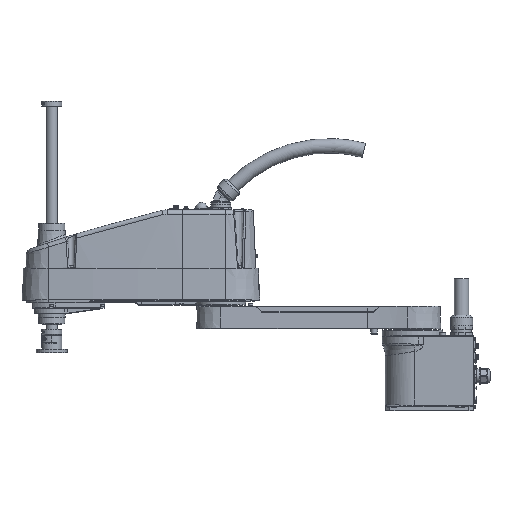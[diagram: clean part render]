
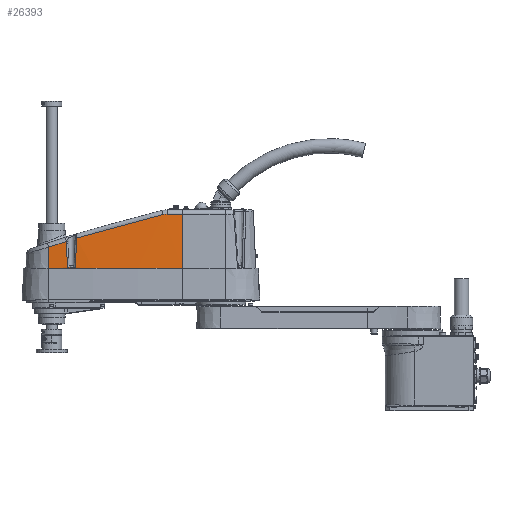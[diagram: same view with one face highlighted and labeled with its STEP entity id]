
A CAD part, top view. The second image highlights one B-rep face of the part: STEP entity #26393.
In plain terms, the highlighted conical face has half-angle 2.5 degrees and reference radius 2539.47 mm.
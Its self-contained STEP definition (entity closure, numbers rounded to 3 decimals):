
#579 = EDGE_CURVE ( 'NONE', #29052, #10585, #59675, .T. ) ;
#804 = CARTESIAN_POINT ( 'NONE',  ( -381.712, 72.3, 57.051 ) ) ;
#1132 = VERTEX_POINT ( 'NONE', #1894 ) ;
#1324 = DIRECTION ( 'NONE',  ( 0., -0.999, 0.044 ) ) ;
#1430 = VECTOR ( 'NONE', #1324, 1000. ) ;
#1894 = CARTESIAN_POINT ( 'NONE',  ( -381.471, 119.463, 55.006 ) ) ;
#2439 = EDGE_CURVE ( 'NONE', #32434, #39139, #38592, .T. ) ;
#2533 = ORIENTED_EDGE ( 'NONE', *, *, #11966, .T. ) ;
#3930 = DIRECTION ( 'NONE',  ( 0., 0., 1. ) ) ;
#4309 = VERTEX_POINT ( 'NONE', #804 ) ;
#5299 = CARTESIAN_POINT ( 'NONE',  ( -342.788, 132.043, 58.704 ) ) ;
#5358 = AXIS2_PLACEMENT_3D ( 'NONE', #8001, #63154, #37945 ) ;
#5761 = CARTESIAN_POINT ( 'NONE',  ( -320.139, 125.397, 61.207 ) ) ;
#7005 = B_SPLINE_CURVE_WITH_KNOTS ( 'NONE', 3,
 ( #7492, #48521, #22922, #52895, #16541, #53223, #11544, #32063, #42140, #11216 ),
 .UNSPECIFIED., .F., .F.,
 ( 4, 3, 3, 4 ),
 ( 0., 0.006, 0.03, 0.052 ),
 .UNSPECIFIED. ) ;
#7133 = EDGE_CURVE ( 'NONE', #10585, #39139, #41139, .T. ) ;
#7286 = ORIENTED_EDGE ( 'NONE', *, *, #19989, .T. ) ;
#7492 = CARTESIAN_POINT ( 'NONE',  ( -339.798, 75., 61.511 ) ) ;
#8001 = CARTESIAN_POINT ( 'NONE',  ( -85., 72.3, -2465.029 ) ) ;
#8742 = CARTESIAN_POINT ( 'NONE',  ( -319.406, 139.368, 60.662 ) ) ;
#10585 = VERTEX_POINT ( 'NONE', #8742 ) ;
#10728 = AXIS2_PLACEMENT_3D ( 'NONE', #50219, #28689, #60636 ) ;
#11216 = CARTESIAN_POINT ( 'NONE',  ( -342.495, 126.402, 58.982 ) ) ;
#11370 = CARTESIAN_POINT ( 'NONE',  ( -342.495, 126.402, 58.982 ) ) ;
#11544 = CARTESIAN_POINT ( 'NONE',  ( -341.368, 104.923, 60.039 ) ) ;
#11704 = CARTESIAN_POINT ( 'NONE',  ( -342.788, 132.043, 58.704 ) ) ;
#11966 = EDGE_CURVE ( 'NONE', #33050, #1132, #32611, .T. ) ;
#12844 = VERTEX_POINT ( 'NONE', #27124 ) ;
#13125 = CARTESIAN_POINT ( 'NONE',  ( -128.605, 191.489, 68.865 ) ) ;
#14039 = CARTESIAN_POINT ( 'NONE',  ( -342.788, 132.043, 58.704 ) ) ;
#14460 = ORIENTED_EDGE ( 'NONE', *, *, #2439, .F. ) ;
#14934 = CARTESIAN_POINT ( 'NONE',  ( -85., 72.3, 74.444 ) ) ;
#15633 = CARTESIAN_POINT ( 'NONE',  ( -85., 192.586, 69.193 ) ) ;
#15670 = DIRECTION ( 'NONE',  ( 0., 0., -1. ) ) ;
#15795 = B_SPLINE_CURVE_WITH_KNOTS ( 'NONE', 3,
 ( #11370, #42300, #46995, #11704 ),
 .UNSPECIFIED., .F., .F.,
 ( 4, 4 ),
 ( 0., 0.006 ),
 .UNSPECIFIED. ) ;
#16479 = CARTESIAN_POINT ( 'NONE',  ( -319.511, 137.372, 60.74 ) ) ;
#16541 = CARTESIAN_POINT ( 'NONE',  ( -340.531, 88.964, 60.824 ) ) ;
#16890 = EDGE_CURVE ( 'NONE', #61551, #26946, #21120, .T. ) ;
#16995 = CARTESIAN_POINT ( 'NONE',  ( -322.783, 75., 63.169 ) ) ;
#17067 = CARTESIAN_POINT ( 'NONE',  ( -85., 72.3, 74.444 ) ) ;
#17209 = DIRECTION ( 'NONE',  ( -0.005, -0.999, 0.043 ) ) ;
#17793 = CARTESIAN_POINT ( 'NONE',  ( -192.871, 176.183, 68.428 ) ) ;
#18682 = DIRECTION ( 'NONE',  ( 0., 1., 0. ) ) ;
#19644 = EDGE_CURVE ( 'NONE', #12844, #33050, #15795, .T. ) ;
#19989 = EDGE_CURVE ( 'NONE', #32434, #12844, #7005, .T. ) ;
#20586 = ORIENTED_EDGE ( 'NONE', *, *, #16890, .F. ) ;
#21120 = LINE ( 'NONE', #17067, #1430 ) ;
#21190 = CARTESIAN_POINT ( 'NONE',  ( -322.181, 86.477, 62.722 ) ) ;
#21603 = LINE ( 'NONE', #33056, #24037 ) ;
#22699 = CARTESIAN_POINT ( 'NONE',  ( -122.421, 192.586, 68.918 ) ) ;
#22922 = CARTESIAN_POINT ( 'NONE',  ( -340.007, 78.99, 61.315 ) ) ;
#23347 = CARTESIAN_POINT ( 'NONE',  ( -128.605, 191.489, 68.865 ) ) ;
#23678 = CARTESIAN_POINT ( 'NONE',  ( -125.534, 192.221, 68.886 ) ) ;
#24037 = VECTOR ( 'NONE', #17209, 1000. ) ;
#24087 = CARTESIAN_POINT ( 'NONE',  ( -355.719, 127.934, 57.564 ) ) ;
#26393 = ADVANCED_FACE ( 'NONE', ( #28182 ), #37572, .T. ) ;
#26580 = CARTESIAN_POINT ( 'NONE',  ( -320.558, 117.415, 61.518 ) ) ;
#26705 = ORIENTED_EDGE ( 'NONE', *, *, #579, .T. ) ;
#26946 = VERTEX_POINT ( 'NONE', #14934 ) ;
#27124 = CARTESIAN_POINT ( 'NONE',  ( -342.495, 126.402, 58.982 ) ) ;
#27595 = CARTESIAN_POINT ( 'NONE',  ( -256.468, 158.804, 65.651 ) ) ;
#28182 = FACE_OUTER_BOUND ( 'NONE', #40908, .T. ) ;
#28689 = DIRECTION ( 'NONE',  ( 0., 1., 0. ) ) ;
#29052 = VERTEX_POINT ( 'NONE', #50638 ) ;
#32063 = CARTESIAN_POINT ( 'NONE',  ( -341.744, 112.083, 59.687 ) ) ;
#32434 = VERTEX_POINT ( 'NONE', #41406 ) ;
#32611 = B_SPLINE_CURVE_WITH_KNOTS ( 'NONE', 3,
 ( #14039, #24087, #59111, #63814 ),
 .UNSPECIFIED., .F., .F.,
 ( 4, 4 ),
 ( 0.003, 0.044 ),
 .UNSPECIFIED. ) ;
#33050 = VERTEX_POINT ( 'NONE', #5299 ) ;
#33056 = CARTESIAN_POINT ( 'NONE',  ( -381.712, 72.3, 57.051 ) ) ;
#33151 = CARTESIAN_POINT ( 'NONE',  ( -119.265, 192.586, 68.961 ) ) ;
#33868 = CARTESIAN_POINT ( 'NONE',  ( -85., 72.3, -2465.029 ) ) ;
#33997 = CIRCLE ( 'NONE', #57616, 2534.222 ) ;
#35521 = AXIS2_PLACEMENT_3D ( 'NONE', #33868, #18682, #3930 ) ;
#37572 = CONICAL_SURFACE ( 'NONE', #5358, 2539.474, 0.044 ) ;
#37945 = DIRECTION ( 'NONE',  ( 0., 0., 1. ) ) ;
#38026 = ORIENTED_EDGE ( 'NONE', *, *, #42198, .T. ) ;
#38592 = CIRCLE ( 'NONE', #10728, 2539.356 ) ;
#39139 = VERTEX_POINT ( 'NONE', #16995 ) ;
#39189 = EDGE_CURVE ( 'NONE', #61551, #65513, #33997, .T. ) ;
#39537 = ORIENTED_EDGE ( 'NONE', *, *, #64885, .T. ) ;
#40624 = ORIENTED_EDGE ( 'NONE', *, *, #51258, .T. ) ;
#40908 = EDGE_LOOP ( 'NONE', ( #26705, #46067, #14460, #7286, #53356, #2533, #40624, #39537, #20586, #48825, #38026 ) ) ;
#41139 = B_SPLINE_CURVE_WITH_KNOTS ( 'NONE', 3,
 ( #62585, #16479, #62251, #51828, #5761, #26580, #57548, #61919, #21190, #57220 ),
 .UNSPECIFIED., .F., .F.,
 ( 4, 3, 3, 4 ),
 ( 0., 0.006, 0.03, 0.065 ),
 .UNSPECIFIED. ) ;
#41406 = CARTESIAN_POINT ( 'NONE',  ( -339.798, 75., 61.511 ) ) ;
#41591 = DIRECTION ( 'NONE',  ( 0., -1., 0. ) ) ;
#42140 = CARTESIAN_POINT ( 'NONE',  ( -342.12, 119.243, 59.334 ) ) ;
#42198 = EDGE_CURVE ( 'NONE', #65513, #29052, #54279, .T. ) ;
#42300 = CARTESIAN_POINT ( 'NONE',  ( -342.594, 128.283, 58.889 ) ) ;
#46067 = ORIENTED_EDGE ( 'NONE', *, *, #7133, .T. ) ;
#46995 = CARTESIAN_POINT ( 'NONE',  ( -342.692, 130.163, 58.797 ) ) ;
#48521 = CARTESIAN_POINT ( 'NONE',  ( -339.903, 76.995, 61.413 ) ) ;
#48825 = ORIENTED_EDGE ( 'NONE', *, *, #39189, .T. ) ;
#49457 = CARTESIAN_POINT ( 'NONE',  ( -319.406, 139.368, 60.662 ) ) ;
#50219 = CARTESIAN_POINT ( 'NONE',  ( -85., 75., -2465.029 ) ) ;
#50638 = CARTESIAN_POINT ( 'NONE',  ( -128.605, 191.489, 68.865 ) ) ;
#51258 = EDGE_CURVE ( 'NONE', #1132, #4309, #21603, .T. ) ;
#51828 = CARTESIAN_POINT ( 'NONE',  ( -319.72, 133.38, 60.895 ) ) ;
#52895 = CARTESIAN_POINT ( 'NONE',  ( -340.112, 80.985, 61.217 ) ) ;
#53223 = CARTESIAN_POINT ( 'NONE',  ( -340.949, 96.943, 60.432 ) ) ;
#53356 = ORIENTED_EDGE ( 'NONE', *, *, #19644, .T. ) ;
#54279 = B_SPLINE_CURVE_WITH_KNOTS ( 'NONE', 3,
 ( #33151, #22699, #23678, #23347 ),
 .UNSPECIFIED., .F., .F.,
 ( 4, 4 ),
 ( 0., 0.009 ),
 .UNSPECIFIED. ) ;
#57220 = CARTESIAN_POINT ( 'NONE',  ( -322.783, 75., 63.169 ) ) ;
#57548 = CARTESIAN_POINT ( 'NONE',  ( -320.977, 109.432, 61.829 ) ) ;
#57616 = AXIS2_PLACEMENT_3D ( 'NONE', #63095, #41591, #15670 ) ;
#58273 = CARTESIAN_POINT ( 'NONE',  ( -119.265, 192.586, 68.961 ) ) ;
#59111 = CARTESIAN_POINT ( 'NONE',  ( -368.613, 123.741, 56.331 ) ) ;
#59675 = B_SPLINE_CURVE_WITH_KNOTS ( 'NONE', 3,
 ( #13125, #17793, #27595, #49457 ),
 .UNSPECIFIED., .F., .F.,
 ( 4, 4 ),
 ( 0., 0.198 ),
 .UNSPECIFIED. ) ;
#60636 = DIRECTION ( 'NONE',  ( 0., 0., 1. ) ) ;
#61551 = VERTEX_POINT ( 'NONE', #15633 ) ;
#61919 = CARTESIAN_POINT ( 'NONE',  ( -321.579, 97.954, 62.276 ) ) ;
#62251 = CARTESIAN_POINT ( 'NONE',  ( -319.616, 135.376, 60.818 ) ) ;
#62585 = CARTESIAN_POINT ( 'NONE',  ( -319.406, 139.368, 60.662 ) ) ;
#63095 = CARTESIAN_POINT ( 'NONE',  ( -85., 192.586, -2465.029 ) ) ;
#63154 = DIRECTION ( 'NONE',  ( 0., -1., 0. ) ) ;
#63814 = CARTESIAN_POINT ( 'NONE',  ( -381.471, 119.463, 55.006 ) ) ;
#64479 = CIRCLE ( 'NONE', #35521, 2539.474 ) ;
#64885 = EDGE_CURVE ( 'NONE', #4309, #26946, #64479, .T. ) ;
#65513 = VERTEX_POINT ( 'NONE', #58273 ) ;
